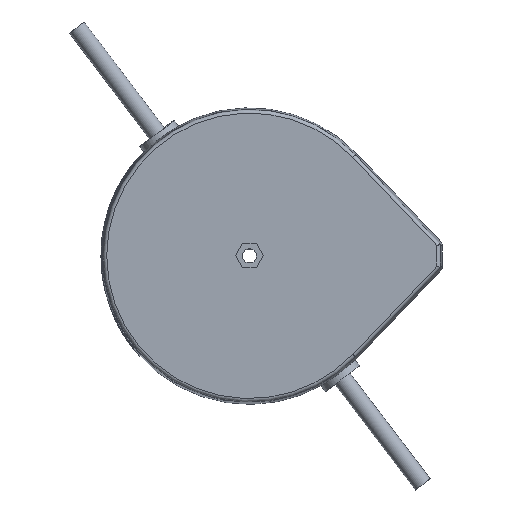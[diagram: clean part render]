
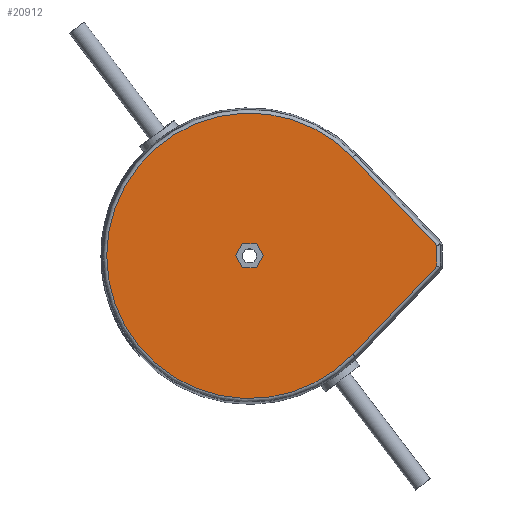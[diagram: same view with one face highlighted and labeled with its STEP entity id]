
A CAD part, top view. The second image highlights one B-rep face of the part: STEP entity #20912.
In plain terms, the highlighted face is planar.
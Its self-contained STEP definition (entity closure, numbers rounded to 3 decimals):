
#16127=FACE_BOUND('',#27813,.T.);
#16128=FACE_BOUND('',#27814,.T.);
#20912=ADVANCED_FACE('',(#16127,#16128),#23619,.T.);
#23619=PLANE('',#66376);
#27813=EDGE_LOOP('',(#32510,#32511,#32512,#32513,#32514,#32515));
#27814=EDGE_LOOP('',(#32516,#32517,#32518,#32519));
#30906=CIRCLE('',#66375,61.315);
#32510=ORIENTED_EDGE('',*,*,#51272,.F.);
#32511=ORIENTED_EDGE('',*,*,#51273,.F.);
#32512=ORIENTED_EDGE('',*,*,#51274,.F.);
#32513=ORIENTED_EDGE('',*,*,#51275,.F.);
#32514=ORIENTED_EDGE('',*,*,#51276,.F.);
#32515=ORIENTED_EDGE('',*,*,#51277,.F.);
#32516=ORIENTED_EDGE('',*,*,#51278,.T.);
#32517=ORIENTED_EDGE('',*,*,#51279,.T.);
#32518=ORIENTED_EDGE('',*,*,#51280,.T.);
#32519=ORIENTED_EDGE('',*,*,#51281,.T.);
#46550=VERTEX_POINT('',#82491);
#46551=VERTEX_POINT('',#82492);
#46552=VERTEX_POINT('',#82494);
#46553=VERTEX_POINT('',#82496);
#46554=VERTEX_POINT('',#82498);
#46555=VERTEX_POINT('',#82500);
#46556=VERTEX_POINT('',#82503);
#46557=VERTEX_POINT('',#82504);
#46558=VERTEX_POINT('',#82506);
#46559=VERTEX_POINT('',#82508);
#51272=EDGE_CURVE('',#46550,#46551,#58244,.T.);
#51273=EDGE_CURVE('',#46552,#46550,#58245,.T.);
#51274=EDGE_CURVE('',#46553,#46552,#58246,.T.);
#51275=EDGE_CURVE('',#46554,#46553,#58247,.T.);
#51276=EDGE_CURVE('',#46555,#46554,#58248,.T.);
#51277=EDGE_CURVE('',#46551,#46555,#58249,.T.);
#51278=EDGE_CURVE('',#46556,#46557,#58250,.T.);
#51279=EDGE_CURVE('',#46557,#46558,#58251,.T.);
#51280=EDGE_CURVE('',#46558,#46559,#58252,.T.);
#51281=EDGE_CURVE('',#46559,#46556,#30906,.T.);
#58244=LINE('',#82490,#60690);
#58245=LINE('',#82493,#60691);
#58246=LINE('',#82495,#60692);
#58247=LINE('',#82497,#60693);
#58248=LINE('',#82499,#60694);
#58249=LINE('',#82501,#60695);
#58250=LINE('',#82502,#60696);
#58251=LINE('',#82505,#60697);
#58252=LINE('',#82507,#60698);
#60690=VECTOR('',#70584,1.);
#60691=VECTOR('',#70585,1.);
#60692=VECTOR('',#70586,1.);
#60693=VECTOR('',#70587,1.);
#60694=VECTOR('',#70588,1.);
#60695=VECTOR('',#70589,1.);
#60696=VECTOR('',#70590,1.);
#60697=VECTOR('',#70591,1.);
#60698=VECTOR('',#70592,1.);
#66375=AXIS2_PLACEMENT_3D('',#82509,#70593,#70594);
#66376=AXIS2_PLACEMENT_3D('',#82510,#70595,#70596);
#70584=DIRECTION('',(0.5,-0.866,0.));
#70585=DIRECTION('',(-0.5,-0.866,0.));
#70586=DIRECTION('',(-1.,0.,0.));
#70587=DIRECTION('',(-0.5,0.866,0.));
#70588=DIRECTION('',(0.5,0.866,0.));
#70589=DIRECTION('',(1.,0.,0.));
#70590=DIRECTION('',(0.69,0.724,0.));
#70591=DIRECTION('',(0.,1.,0.));
#70592=DIRECTION('',(-0.69,0.724,0.));
#70593=DIRECTION('',(0.,0.,1.));
#70594=DIRECTION('',(-1.,0.,0.));
#70595=DIRECTION('',(0.,0.,1.));
#70596=DIRECTION('',(1.,0.,0.));
#82490=CARTESIAN_POINT('',(-6.004,0.,65.3));
#82491=CARTESIAN_POINT('',(-6.004,0.,65.3));
#82492=CARTESIAN_POINT('',(-3.002,-5.2,65.3));
#82493=CARTESIAN_POINT('',(-3.002,5.2,65.3));
#82494=CARTESIAN_POINT('',(-3.002,5.2,65.3));
#82495=CARTESIAN_POINT('',(3.002,5.2,65.3));
#82496=CARTESIAN_POINT('',(3.002,5.2,65.3));
#82497=CARTESIAN_POINT('',(6.004,0.,65.3));
#82498=CARTESIAN_POINT('',(6.004,0.,65.3));
#82499=CARTESIAN_POINT('',(3.002,-5.2,65.3));
#82500=CARTESIAN_POINT('',(3.002,-5.2,65.3));
#82501=CARTESIAN_POINT('',(-3.002,-5.2,65.3));
#82502=CARTESIAN_POINT('',(80.534,-4.414,65.3));
#82503=CARTESIAN_POINT('',(44.363,-42.326,65.3));
#82504=CARTESIAN_POINT('',(80.54,-4.408,65.3));
#82505=CARTESIAN_POINT('',(80.54,-4.399,65.3));
#82506=CARTESIAN_POINT('',(80.54,4.408,65.3));
#82507=CARTESIAN_POINT('',(84.928,-0.192,65.3));
#82508=CARTESIAN_POINT('',(44.363,42.326,65.3));
#82509=CARTESIAN_POINT('',(0.,0.,65.3));
#82510=CARTESIAN_POINT('',(80.519,-4.399,65.3));
